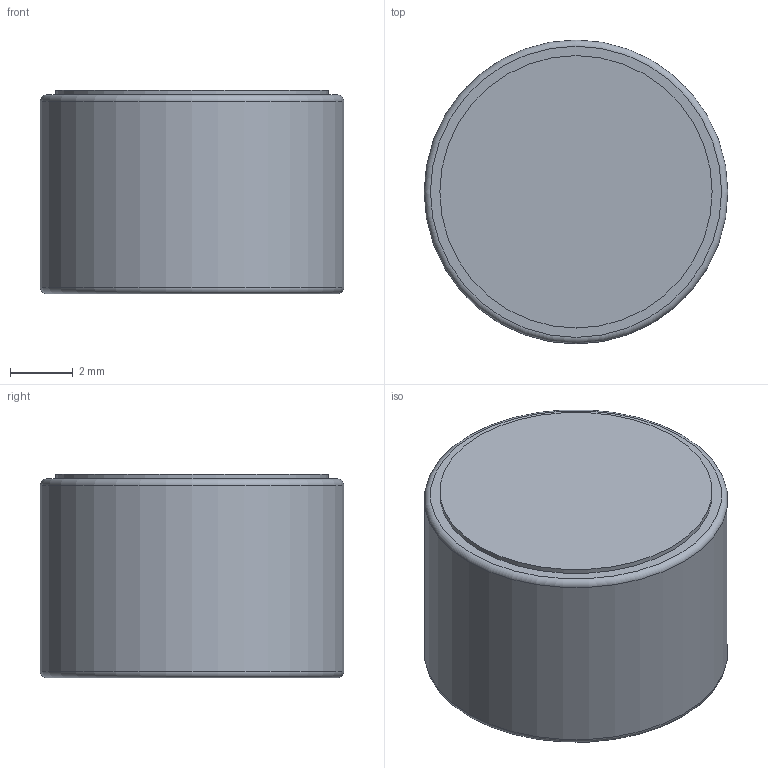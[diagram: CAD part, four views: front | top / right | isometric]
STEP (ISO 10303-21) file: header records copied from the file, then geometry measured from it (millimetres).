
FILE_DESCRIPTION(/* description */ (''),/* implementation_level */ '2;1');
FILE_NAME(/* name */ 'MIC_ELECTRET-D9,7MM-H6.5MM.stp',/* time_stamp */ '2023-11-02T19:02:20+03:00',/* author */ ('Sandman'),/* organization */ (''),/* preprocessor_version */ 'ST-DEVELOPER v18.1',/* originating_system */ 'Autodesk Inventor 2021',/* authorisation */ '');
FILE_SCHEMA (('AUTOMOTIVE_DESIGN { 1 0 10303 214 3 1 1 }'));
Length unit declared in the file: millimetre
Products named in the file (1): Microphone
Bounding box: 9.7 x 9.7 x 6.5 mm (x, y, z)
Volume: 463.8 mm3; surface area: 349.5 mm2
Topology: 1 solids, 1 shells, 62 faces, 146 edges, 89 vertices
Faces by surface type: cylinder 23, plane 19, bspline 12, torus 7, cone 1
Full cylindrical faces by diameter (mm): 8.7 x2, 9.7 x1
Entity records: 2407 total; most frequent: CARTESIAN_POINT 852, DIRECTION 311, ORIENTED_EDGE 292, EDGE_CURVE 146, AXIS2_PLACEMENT_3D 130, VERTEX_POINT 89, CIRCLE 79, EDGE_LOOP 65
